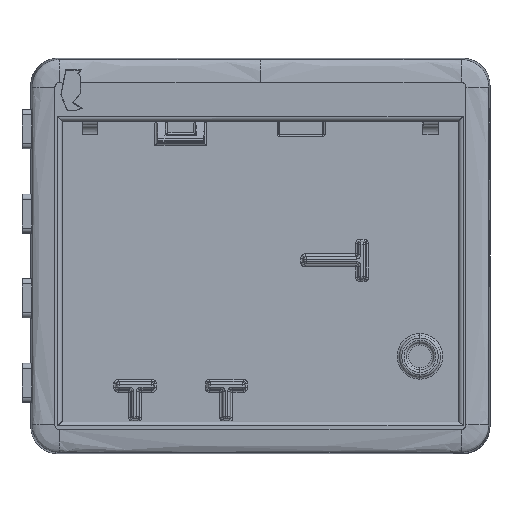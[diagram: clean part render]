
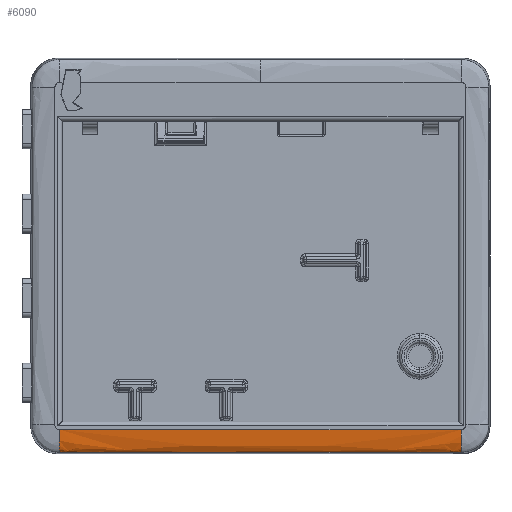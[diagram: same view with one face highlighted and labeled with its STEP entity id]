
A CAD part, front view. The second image highlights one B-rep face of the part: STEP entity #6090.
In plain terms, the highlighted free-form (B-spline) face has degree [2, 3] with [3, 4] control points.
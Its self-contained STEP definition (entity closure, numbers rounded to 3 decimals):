
#705 = CARTESIAN_POINT ( 'NONE',  ( 44.05, 1.326, -43.046 ) ) ;
#1152 = CARTESIAN_POINT ( 'NONE',  ( 44.05, 1.326, -43.046 ) ) ;
#2374 = CARTESIAN_POINT ( 'NONE',  ( -44.05, 0., -38.049 ) ) ;
#4064 = EDGE_CURVE ( 'NONE', #6361, #20728, #9516, .T. ) ;
#4125 = EDGE_CURVE ( 'NONE', #19844, #20728, #6010, .T. ) ;
#4668 = CARTESIAN_POINT ( 'NONE',  ( -44.05, 0., -43. ) ) ;
#5098 = CARTESIAN_POINT ( 'NONE',  ( 14.683, 1.326, -43.046 ) ) ;
#5455 = CARTESIAN_POINT ( 'NONE',  ( 14.683, 0., -38.049 ) ) ;
#5683 = CARTESIAN_POINT ( 'NONE',  ( -44.05, 1.326, -43.046 ) ) ;
#6010 = B_SPLINE_CURVE_WITH_KNOTS ( 'NONE', 3,
 ( #11687, #20084, #5455, #24207 ),
 .UNSPECIFIED., .F., .F.,
 ( 4, 4 ),
 ( 0., 1. ),
 .UNSPECIFIED. ) ;
#6090 = ADVANCED_FACE ( 'NONE', ( #17247 ), #17968, .T. ) ;
#6361 = VERTEX_POINT ( 'NONE', #21470 ) ;
#6733 = CARTESIAN_POINT ( 'NONE',  ( -44.05, 1.326, -43.046 ) ) ;
#6906 = CARTESIAN_POINT ( 'NONE',  ( 44.05, 0., -43. ) ) ;
#8677 = CARTESIAN_POINT ( 'NONE',  ( -44.05, 0., -38.049 ) ) ;
#8981 = CARTESIAN_POINT ( 'NONE',  ( -14.683, 0., -38.049 ) ) ;
#9088 = ORIENTED_EDGE ( 'NONE', *, *, #4125, .F. ) ;
#9094 = ORIENTED_EDGE ( 'NONE', *, *, #4064, .T. ) ;
#9516 =( BOUNDED_CURVE ( )  B_SPLINE_CURVE ( 2, ( #22019, #19950, #13068 ),
 .UNSPECIFIED., .F., .T. ) 
 B_SPLINE_CURVE_WITH_KNOTS ( ( 3, 3 ),
 ( 0., 1. ),
 .UNSPECIFIED. ) 
 CURVE ( )  GEOMETRIC_REPRESENTATION_ITEM ( )  RATIONAL_B_SPLINE_CURVE ( ( 1., 0.719, 1. ) ) 
 REPRESENTATION_ITEM ( '' )  );
#9933 = ORIENTED_EDGE ( 'NONE', *, *, #12145, .F. ) ;
#10790 = CARTESIAN_POINT ( 'NONE',  ( -14.683, 0., -43. ) ) ;
#11687 = CARTESIAN_POINT ( 'NONE',  ( -44.05, 0., -38.049 ) ) ;
#12145 = EDGE_CURVE ( 'NONE', #6361, #22330, #21033, .T. ) ;
#13068 = CARTESIAN_POINT ( 'NONE',  ( 44.05, 0., -38.049 ) ) ;
#13110 = CARTESIAN_POINT ( 'NONE',  ( 14.683, 0., -38.049 ) ) ;
#15606 = CARTESIAN_POINT ( 'NONE',  ( 44.05, 0., -38.049 ) ) ;
#15835 = CARTESIAN_POINT ( 'NONE',  ( -44.05, 0., -38.049 ) ) ;
#16421 = ORIENTED_EDGE ( 'NONE', *, *, #21710, .T. ) ;
#17122 = CARTESIAN_POINT ( 'NONE',  ( -44.05, 0., -43. ) ) ;
#17247 = FACE_OUTER_BOUND ( 'NONE', #25967, .T. ) ;
#17388 = CARTESIAN_POINT ( 'NONE',  ( -44.05, 1.326, -43.046 ) ) ;
#17968 =( BOUNDED_SURFACE ( )  B_SPLINE_SURFACE ( 2, 3, ( 
 ( #2374, #8981, #13110, #21530 ),
 ( #17122, #10790, #23845, #6906 ),
 ( #17388, #26043, #5098, #705 ) ),
 .UNSPECIFIED., .F., .F., .T. ) 
 B_SPLINE_SURFACE_WITH_KNOTS ( ( 3, 3 ),
 ( 4, 4 ),
 ( 0., 1. ),
 ( -0.095, -0.006 ),
 .UNSPECIFIED. ) 
 GEOMETRIC_REPRESENTATION_ITEM ( )  RATIONAL_B_SPLINE_SURFACE ( (
 ( 1., 1., 1., 1.),
 ( 0.719, 0.719, 0.719, 0.719),
 ( 1., 1., 1., 1.) ) ) 
 REPRESENTATION_ITEM ( '' )  SURFACE ( )  );
#19844 = VERTEX_POINT ( 'NONE', #15835 ) ;
#19950 = CARTESIAN_POINT ( 'NONE',  ( 44.05, 0., -43. ) ) ;
#20084 = CARTESIAN_POINT ( 'NONE',  ( -14.683, 0., -38.049 ) ) ;
#20450 = CARTESIAN_POINT ( 'NONE',  ( -14.683, 1.326, -43.046 ) ) ;
#20466 = CARTESIAN_POINT ( 'NONE',  ( -44.05, 1.326, -43.046 ) ) ;
#20728 = VERTEX_POINT ( 'NONE', #15606 ) ;
#21033 = B_SPLINE_CURVE_WITH_KNOTS ( 'NONE', 3,
 ( #1152, #26905, #20450, #5683 ),
 .UNSPECIFIED., .F., .F.,
 ( 4, 4 ),
 ( 0., 1. ),
 .UNSPECIFIED. ) ;
#21470 = CARTESIAN_POINT ( 'NONE',  ( 44.05, 1.326, -43.046 ) ) ;
#21530 = CARTESIAN_POINT ( 'NONE',  ( 44.05, 0., -38.049 ) ) ;
#21710 = EDGE_CURVE ( 'NONE', #19844, #22330, #22120, .T. ) ;
#22019 = CARTESIAN_POINT ( 'NONE',  ( 44.05, 1.326, -43.046 ) ) ;
#22120 =( BOUNDED_CURVE ( )  B_SPLINE_CURVE ( 2, ( #8677, #4668, #6733 ),
 .UNSPECIFIED., .F., .T. ) 
 B_SPLINE_CURVE_WITH_KNOTS ( ( 3, 3 ),
 ( 0., 1. ),
 .UNSPECIFIED. ) 
 CURVE ( )  GEOMETRIC_REPRESENTATION_ITEM ( )  RATIONAL_B_SPLINE_CURVE ( ( 1., 0.719, 1. ) ) 
 REPRESENTATION_ITEM ( '' )  );
#22330 = VERTEX_POINT ( 'NONE', #20466 ) ;
#23845 = CARTESIAN_POINT ( 'NONE',  ( 14.683, 0., -43. ) ) ;
#24207 = CARTESIAN_POINT ( 'NONE',  ( 44.05, 0., -38.049 ) ) ;
#25967 = EDGE_LOOP ( 'NONE', ( #9094, #9088, #16421, #9933 ) ) ;
#26043 = CARTESIAN_POINT ( 'NONE',  ( -14.683, 1.326, -43.046 ) ) ;
#26905 = CARTESIAN_POINT ( 'NONE',  ( 14.683, 1.326, -43.046 ) ) ;
